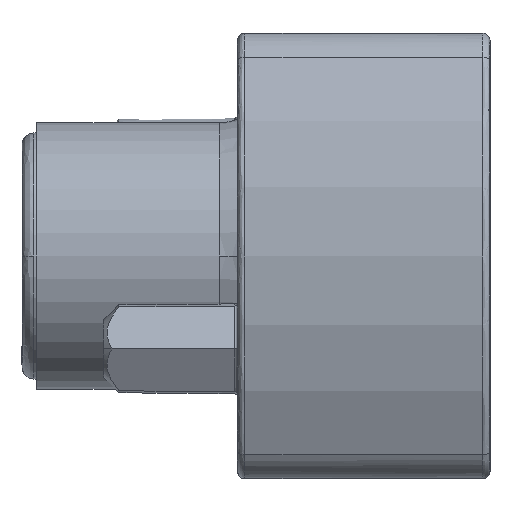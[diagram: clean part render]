
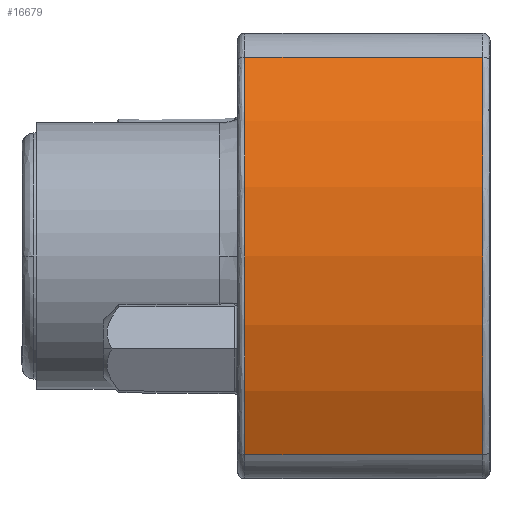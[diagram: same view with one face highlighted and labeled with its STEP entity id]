
A CAD part, left-side view. The second image highlights one B-rep face of the part: STEP entity #16679.
In plain terms, the highlighted cylindrical face has radius 7.367 mm (diameter 14.733 mm), a partial arc.
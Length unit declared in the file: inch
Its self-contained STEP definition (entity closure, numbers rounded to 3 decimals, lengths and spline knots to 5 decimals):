
#1782 = CARTESIAN_POINT ( 'NONE',  ( 1.29002, 0.133, 0.15 ) ) ;
#1784 = DIRECTION ( 'NONE',  ( 0., -1., 0. ) ) ;
#1796 = DIRECTION ( 'NONE',  ( 1., 0., 0. ) ) ;
#3371 = CARTESIAN_POINT ( 'NONE',  ( 1.03273, 0.133, 0.01616 ) ) ;
#3373 = DIRECTION ( 'NONE',  ( 0., -1., 0. ) ) ;
#3376 = CARTESIAN_POINT ( 'NONE',  ( 1.29002, 0.005, 0.15 ) ) ;
#3377 = DIRECTION ( 'NONE',  ( 0., 1., 0. ) ) ;
#3378 = DIRECTION ( 'NONE',  ( 1., 0., 0. ) ) ;
#3424 = CARTESIAN_POINT ( 'NONE',  ( 1.03273, 0.133, 0.28384 ) ) ;
#3429 = DIRECTION ( 'NONE',  ( 0., 1., 0. ) ) ;
#3562 = CARTESIAN_POINT ( 'NONE',  ( 1.29002, 0.165, 0.15 ) ) ;
#3563 = DIRECTION ( 'NONE',  ( 0., 1., 0. ) ) ;
#3564 = DIRECTION ( 'NONE',  ( 1., 0., 0. ) ) ;
#8674 = EDGE_CURVE ( 'NONE', #29157, #29167, #12427, .T. ) ;
#8675 = EDGE_CURVE ( 'NONE', #29167, #29160, #12426, .T. ) ;
#8686 = EDGE_CURVE ( 'NONE', #29160, #15522, #12438, .T. ) ;
#8707 = EDGE_CURVE ( 'NONE', #29157, #15522, #12464, .T. ) ;
#8914 = AXIS2_PLACEMENT_3D ( 'NONE', #3376, #3377, #3378 ) ;
#8918 = AXIS2_PLACEMENT_3D ( 'NONE', #3562, #3563, #3564 ) ;
#11852 = FACE_OUTER_BOUND ( 'NONE', #23247, .T. ) ;
#11861 = CYLINDRICAL_SURFACE ( 'NONE', #14268, 0.29002 ) ;
#12426 = CIRCLE ( 'NONE', #8914, 0.29002 ) ;
#12427 = LINE ( 'NONE', #3371, #12429 ) ;
#12429 = VECTOR ( 'NONE', #3373, 39.37008 ) ;
#12438 = LINE ( 'NONE', #3424, #12440 ) ;
#12440 = VECTOR ( 'NONE', #3429, 39.37008 ) ;
#12464 = CIRCLE ( 'NONE', #8918, 0.29002 ) ;
#14268 = AXIS2_PLACEMENT_3D ( 'NONE', #1782, #1784, #1796 ) ;
#15522 = VERTEX_POINT ( 'NONE', #20193 ) ;
#16679 = ADVANCED_FACE ( 'NONE', ( #11852 ), #11861, .T. ) ;
#18200 = CARTESIAN_POINT ( 'NONE',  ( 1.03273, 0.165, 0.01616 ) ) ;
#18203 = CARTESIAN_POINT ( 'NONE',  ( 1.03273, 0.005, 0.28384 ) ) ;
#18210 = CARTESIAN_POINT ( 'NONE',  ( 1.03273, 0.005, 0.01616 ) ) ;
#20193 = CARTESIAN_POINT ( 'NONE',  ( 1.03273, 0.165, 0.28384 ) ) ;
#23247 = EDGE_LOOP ( 'NONE', ( #28392, #28393, #28394, #28395 ) ) ;
#28392 = ORIENTED_EDGE ( 'NONE', *, *, #8674, .T. ) ;
#28393 = ORIENTED_EDGE ( 'NONE', *, *, #8675, .T. ) ;
#28394 = ORIENTED_EDGE ( 'NONE', *, *, #8686, .T. ) ;
#28395 = ORIENTED_EDGE ( 'NONE', *, *, #8707, .F. ) ;
#29157 = VERTEX_POINT ( 'NONE', #18200 ) ;
#29160 = VERTEX_POINT ( 'NONE', #18203 ) ;
#29167 = VERTEX_POINT ( 'NONE', #18210 ) ;
